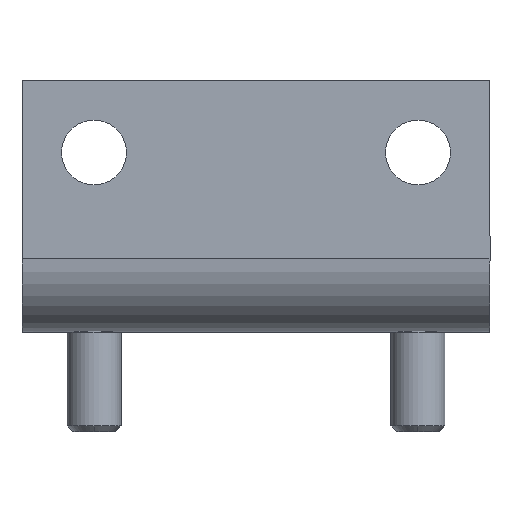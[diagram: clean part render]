
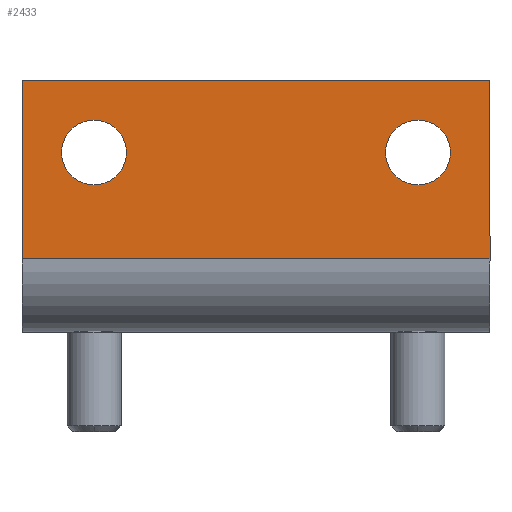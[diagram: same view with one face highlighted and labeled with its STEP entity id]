
A CAD part, front view. The second image highlights one B-rep face of the part: STEP entity #2433.
In plain terms, the highlighted planar face has unit normal (0, -1, 0).
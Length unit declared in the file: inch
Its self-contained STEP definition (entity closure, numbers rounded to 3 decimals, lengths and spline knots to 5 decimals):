
#24 = EDGE_CURVE ( 'NONE', #2818, #1923, #1985, .T. ) ;
#36 = DIRECTION ( 'NONE',  ( 0., 0., 1. ) ) ;
#134 = CARTESIAN_POINT ( 'NONE',  ( 0., 0., 0.16142 ) ) ;
#160 = ORIENTED_EDGE ( 'NONE', *, *, #1638, .F. ) ;
#176 = AXIS2_PLACEMENT_3D ( 'NONE', #1943, #2832, #1724 ) ;
#188 = LINE ( 'NONE', #2656, #2746 ) ;
#203 = LINE ( 'NONE', #660, #2887 ) ;
#248 = DIRECTION ( 'NONE',  ( 0., 0., -1. ) ) ;
#259 = DIRECTION ( 'NONE',  ( 0., 1., 0. ) ) ;
#262 = EDGE_CURVE ( 'NONE', #1923, #2818, #1326, .T. ) ;
#286 = CARTESIAN_POINT ( 'NONE',  ( 0.15748, 0., 0.3937 ) ) ;
#305 = DIRECTION ( 'NONE',  ( -1., 0., 0. ) ) ;
#333 = ORIENTED_EDGE ( 'NONE', *, *, #1642, .F. ) ;
#485 = EDGE_LOOP ( 'NONE', ( #333, #160, #1601, #1380 ) ) ;
#494 = CARTESIAN_POINT ( 'NONE',  ( 1.02362, 0., 0.16142 ) ) ;
#645 = DIRECTION ( 'NONE',  ( 0., 0., -1. ) ) ;
#660 = CARTESIAN_POINT ( 'NONE',  ( 1.02362, 0., 0.16142 ) ) ;
#683 = EDGE_CURVE ( 'NONE', #1156, #1804, #2260, .T. ) ;
#824 = VERTEX_POINT ( 'NONE', #494 ) ;
#847 = DIRECTION ( 'NONE',  ( 0., 1., 0. ) ) ;
#887 = CARTESIAN_POINT ( 'NONE',  ( 0.15748, 0., 0.3937 ) ) ;
#929 = CARTESIAN_POINT ( 'NONE',  ( 0.86614, 0., 0.32283 ) ) ;
#980 = CARTESIAN_POINT ( 'NONE',  ( 1.02362, 0., 0.55118 ) ) ;
#985 = VERTEX_POINT ( 'NONE', #2195 ) ;
#1043 = PLANE ( 'NONE',  #176 ) ;
#1045 = AXIS2_PLACEMENT_3D ( 'NONE', #286, #259, #36 ) ;
#1130 = ORIENTED_EDGE ( 'NONE', *, *, #1355, .T. ) ;
#1156 = VERTEX_POINT ( 'NONE', #929 ) ;
#1176 = LINE ( 'NONE', #1334, #2382 ) ;
#1243 = LINE ( 'NONE', #980, #2288 ) ;
#1265 = FACE_OUTER_BOUND ( 'NONE', #485, .T. ) ;
#1326 = CIRCLE ( 'NONE', #1940, 0.07087 ) ;
#1334 = CARTESIAN_POINT ( 'NONE',  ( 0., 0., 0.16142 ) ) ;
#1351 = ORIENTED_EDGE ( 'NONE', *, *, #262, .T. ) ;
#1355 = EDGE_CURVE ( 'NONE', #1804, #1156, #1784, .T. ) ;
#1364 = AXIS2_PLACEMENT_3D ( 'NONE', #2882, #847, #2013 ) ;
#1380 = ORIENTED_EDGE ( 'NONE', *, *, #1660, .T. ) ;
#1601 = ORIENTED_EDGE ( 'NONE', *, *, #1858, .T. ) ;
#1638 = EDGE_CURVE ( 'NONE', #985, #824, #188, .T. ) ;
#1642 = EDGE_CURVE ( 'NONE', #824, #2309, #203, .T. ) ;
#1660 = EDGE_CURVE ( 'NONE', #2726, #2309, #1176, .T. ) ;
#1693 = DIRECTION ( 'NONE',  ( 0., 1., 0. ) ) ;
#1724 = DIRECTION ( 'NONE',  ( 0., 0., 1. ) ) ;
#1784 = CIRCLE ( 'NONE', #2441, 0.07087 ) ;
#1787 = EDGE_LOOP ( 'NONE', ( #1351, #2831 ) ) ;
#1789 = DIRECTION ( 'NONE',  ( 0., 0., 1. ) ) ;
#1804 = VERTEX_POINT ( 'NONE', #2366 ) ;
#1858 = EDGE_CURVE ( 'NONE', #985, #2726, #1243, .T. ) ;
#1914 = DIRECTION ( 'NONE',  ( 0., 0., 1. ) ) ;
#1923 = VERTEX_POINT ( 'NONE', #2189 ) ;
#1940 = AXIS2_PLACEMENT_3D ( 'NONE', #887, #2255, #1789 ) ;
#1943 = CARTESIAN_POINT ( 'NONE',  ( 1.02362, 0., 0.55118 ) ) ;
#1985 = CIRCLE ( 'NONE', #1045, 0.07087 ) ;
#2013 = DIRECTION ( 'NONE',  ( 0., 0., 1. ) ) ;
#2159 = DIRECTION ( 'NONE',  ( -1., 0., 0. ) ) ;
#2166 = FACE_BOUND ( 'NONE', #2690, .T. ) ;
#2176 = ORIENTED_EDGE ( 'NONE', *, *, #683, .T. ) ;
#2180 = FACE_BOUND ( 'NONE', #1787, .T. ) ;
#2189 = CARTESIAN_POINT ( 'NONE',  ( 0.15748, 0., 0.46457 ) ) ;
#2195 = CARTESIAN_POINT ( 'NONE',  ( 1.02362, 0., 0.55118 ) ) ;
#2255 = DIRECTION ( 'NONE',  ( 0., 1., 0. ) ) ;
#2260 = CIRCLE ( 'NONE', #1364, 0.07087 ) ;
#2288 = VECTOR ( 'NONE', #305, 39.37008 ) ;
#2309 = VERTEX_POINT ( 'NONE', #134 ) ;
#2366 = CARTESIAN_POINT ( 'NONE',  ( 0.86614, 0., 0.46457 ) ) ;
#2382 = VECTOR ( 'NONE', #248, 39.37008 ) ;
#2433 = ADVANCED_FACE ( 'NONE', ( #1265, #2180, #2166 ), #1043, .F. ) ;
#2441 = AXIS2_PLACEMENT_3D ( 'NONE', #2586, #1693, #1914 ) ;
#2586 = CARTESIAN_POINT ( 'NONE',  ( 0.86614, 0., 0.3937 ) ) ;
#2592 = CARTESIAN_POINT ( 'NONE',  ( 0., 0., 0.55118 ) ) ;
#2608 = CARTESIAN_POINT ( 'NONE',  ( 0.15748, 0., 0.32283 ) ) ;
#2656 = CARTESIAN_POINT ( 'NONE',  ( 1.02362, 0., 0.16142 ) ) ;
#2690 = EDGE_LOOP ( 'NONE', ( #1130, #2176 ) ) ;
#2726 = VERTEX_POINT ( 'NONE', #2592 ) ;
#2746 = VECTOR ( 'NONE', #645, 39.37008 ) ;
#2818 = VERTEX_POINT ( 'NONE', #2608 ) ;
#2831 = ORIENTED_EDGE ( 'NONE', *, *, #24, .T. ) ;
#2832 = DIRECTION ( 'NONE',  ( 0., 1., 0. ) ) ;
#2882 = CARTESIAN_POINT ( 'NONE',  ( 0.86614, 0., 0.3937 ) ) ;
#2887 = VECTOR ( 'NONE', #2159, 39.37008 ) ;
